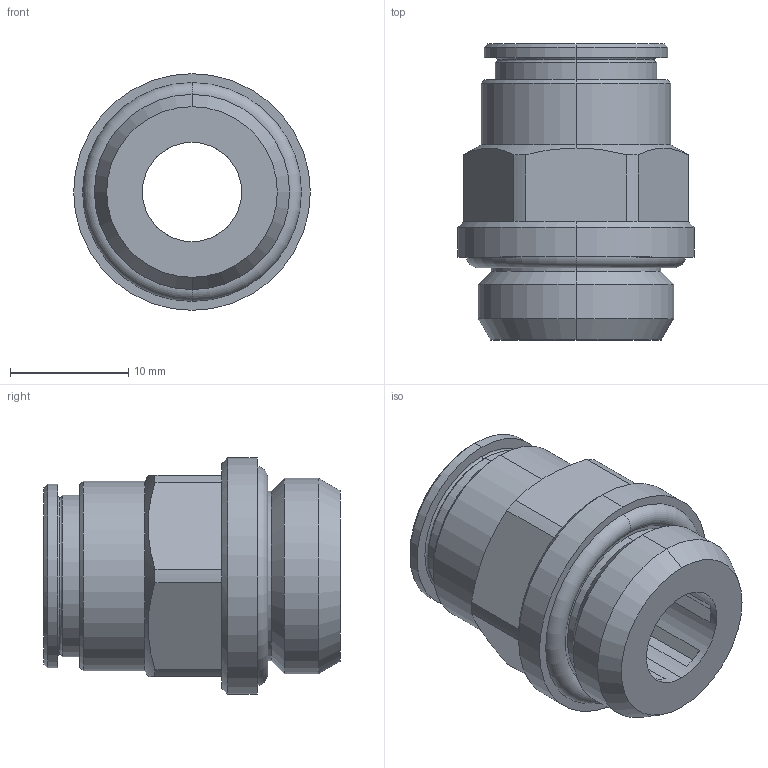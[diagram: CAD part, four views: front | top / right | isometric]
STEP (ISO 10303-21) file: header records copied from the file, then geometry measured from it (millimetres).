
FILE_DESCRIPTION (( 'STEP AP203' ), '1' );
FILE_NAME ('X0020053.STEP', '2016-12-07T09:08:38', ( '' ), ( '' ), 'SwSTEP 2.0', 'SolidWorks 2015', '' );
FILE_SCHEMA (( 'CONFIG_CONTROL_DESIGN' ));
Length unit declared in the file: millimetre
Products named in the file (1): X0020053
Bounding box: 20 x 25.01 x 20 mm (x, y, z)
Volume: 3680.9 mm3; surface area: 2672 mm2
Topology: 1 solids, 1 shells, 82 faces, 192 edges, 116 vertices
Faces by surface type: plane 36, cylinder 22, cone 16, torus 8
Entity records: 2477 total; most frequent: CARTESIAN_POINT 487, DIRECTION 430, ORIENTED_EDGE 384, EDGE_CURVE 192, AXIS2_PLACEMENT_3D 175, VERTEX_POINT 116, CIRCLE 92, EDGE_LOOP 88
